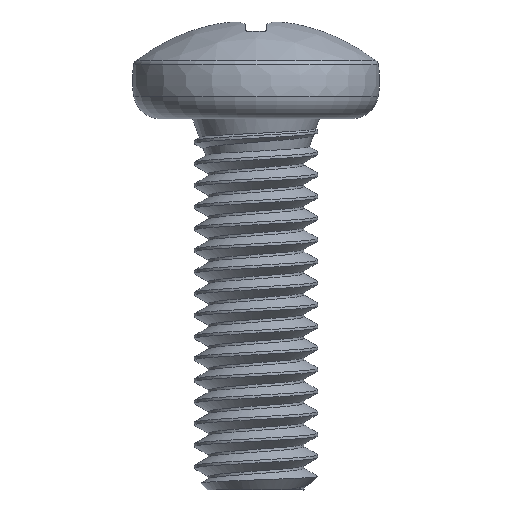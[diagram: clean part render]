
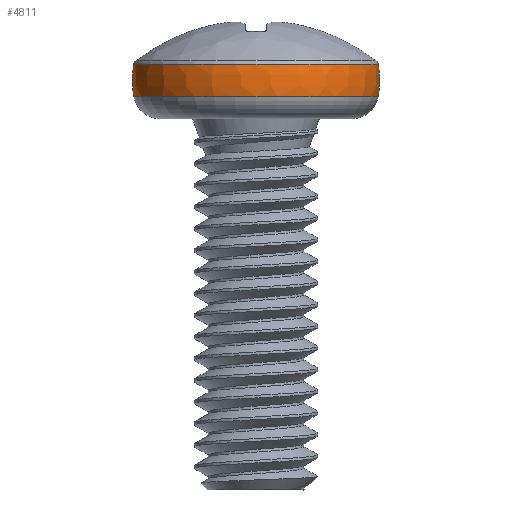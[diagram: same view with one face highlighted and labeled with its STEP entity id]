
A CAD part, left-side view. The second image highlights one B-rep face of the part: STEP entity #4811.
In plain terms, the highlighted toroidal (fillet/blend) face has major radius 1.154 mm and minor radius 2.846 mm.
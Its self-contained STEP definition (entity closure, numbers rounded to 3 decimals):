
#17 = FACE_OUTER_BOUND ( 'NONE', #4699, .T. ) ;
#69 = CARTESIAN_POINT ( 'NONE',  ( 0., 1.154, 5.64 ) ) ;
#93 = ORIENTED_EDGE ( 'NONE', *, *, #2395, .F. ) ;
#333 = CARTESIAN_POINT ( 'NONE',  ( 0., -1.154, 5.64 ) ) ;
#380 = VERTEX_POINT ( 'NONE', #3066 ) ;
#833 = VERTEX_POINT ( 'NONE', #3315 ) ;
#890 = CIRCLE ( 'NONE', #5105, 2.846 ) ;
#1164 = VERTEX_POINT ( 'NONE', #5358 ) ;
#1414 = EDGE_CURVE ( 'NONE', #833, #1164, #5382, .T. ) ;
#1760 = CIRCLE ( 'NONE', #4561, 3.952 ) ;
#1863 = AXIS2_PLACEMENT_3D ( 'NONE', #5947, #5018, #3185 ) ;
#2094 = DIRECTION ( 'NONE',  ( 0., 0., 1. ) ) ;
#2122 = TOROIDAL_SURFACE ( 'NONE', #1863, 1.154, 2.846 ) ;
#2199 = DIRECTION ( 'NONE',  ( 0., 0., 1. ) ) ;
#2235 = ORIENTED_EDGE ( 'NONE', *, *, #5059, .T. ) ;
#2360 = ORIENTED_EDGE ( 'NONE', *, *, #3545, .F. ) ;
#2395 = EDGE_CURVE ( 'NONE', #2815, #380, #890, .T. ) ;
#2400 = DIRECTION ( 'NONE',  ( 0., -1., 0. ) ) ;
#2544 = CARTESIAN_POINT ( 'NONE',  ( 0., 0., 5.119 ) ) ;
#2815 = VERTEX_POINT ( 'NONE', #4094 ) ;
#3066 = CARTESIAN_POINT ( 'NONE',  ( 0., 3.952, 6.16 ) ) ;
#3103 = AXIS2_PLACEMENT_3D ( 'NONE', #333, #3555, #2199 ) ;
#3185 = DIRECTION ( 'NONE',  ( 0., -1., 0. ) ) ;
#3302 = DIRECTION ( 'NONE',  ( 0., 1., 0. ) ) ;
#3315 = CARTESIAN_POINT ( 'NONE',  ( 0., -3.952, 5.119 ) ) ;
#3351 = ORIENTED_EDGE ( 'NONE', *, *, #1414, .T. ) ;
#3362 = DIRECTION ( 'NONE',  ( 1., 0., 0. ) ) ;
#3545 = EDGE_CURVE ( 'NONE', #380, #1164, #1760, .T. ) ;
#3555 = DIRECTION ( 'NONE',  ( -1., 0., 0. ) ) ;
#4094 = CARTESIAN_POINT ( 'NONE',  ( 0., 3.952, 5.119 ) ) ;
#4409 = DIRECTION ( 'NONE',  ( 0., -1., 0. ) ) ;
#4561 = AXIS2_PLACEMENT_3D ( 'NONE', #5143, #5164, #2400 ) ;
#4699 = EDGE_LOOP ( 'NONE', ( #93, #2235, #3351, #2360 ) ) ;
#4811 = ADVANCED_FACE ( 'NONE', ( #17 ), #2122, .T. ) ;
#4960 = AXIS2_PLACEMENT_3D ( 'NONE', #2544, #2094, #4409 ) ;
#5018 = DIRECTION ( 'NONE',  ( 0., 0., 1. ) ) ;
#5059 = EDGE_CURVE ( 'NONE', #2815, #833, #5741, .T. ) ;
#5105 = AXIS2_PLACEMENT_3D ( 'NONE', #69, #3362, #3302 ) ;
#5143 = CARTESIAN_POINT ( 'NONE',  ( 0., 0., 6.16 ) ) ;
#5164 = DIRECTION ( 'NONE',  ( 0., 0., 1. ) ) ;
#5358 = CARTESIAN_POINT ( 'NONE',  ( 0., -3.952, 6.16 ) ) ;
#5382 = CIRCLE ( 'NONE', #3103, 2.846 ) ;
#5741 = CIRCLE ( 'NONE', #4960, 3.952 ) ;
#5947 = CARTESIAN_POINT ( 'NONE',  ( 0., 0., 5.64 ) ) ;
